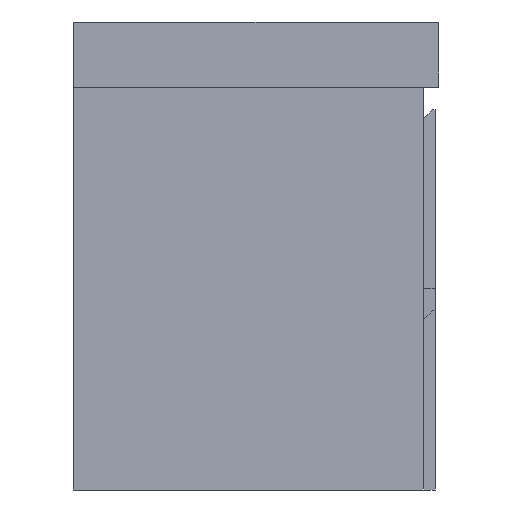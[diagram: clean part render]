
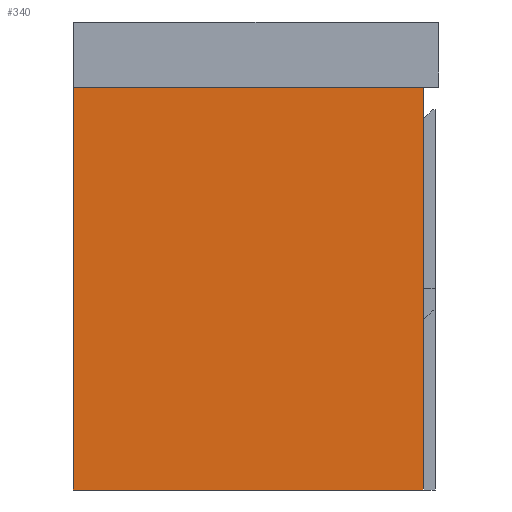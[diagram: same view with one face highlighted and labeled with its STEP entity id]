
A CAD part, left-side view. The second image highlights one B-rep face of the part: STEP entity #340.
In plain terms, the highlighted planar face has unit normal (-1, 0, 0).
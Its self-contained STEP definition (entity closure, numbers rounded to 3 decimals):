
#340=ADVANCED_FACE('',(#439),#1586,.T.);
#439=FACE_OUTER_BOUND('',#538,.T.);
#538=EDGE_LOOP('',(#840,#841,#842,#843));
#840=ORIENTED_EDGE('',*,*,#1123,.F.);
#841=ORIENTED_EDGE('',*,*,#1110,.T.);
#842=ORIENTED_EDGE('',*,*,#1121,.T.);
#843=ORIENTED_EDGE('',*,*,#1122,.F.);
#1110=EDGE_CURVE('',#1473,#1472,#1315,.T.);
#1121=EDGE_CURVE('',#1472,#1480,#1326,.T.);
#1122=EDGE_CURVE('',#1481,#1480,#1327,.T.);
#1123=EDGE_CURVE('',#1473,#1481,#1328,.T.);
#1315=B_SPLINE_CURVE_WITH_KNOTS('',1,(#2676,#2677),.UNSPECIFIED.,.F.,.F.,
(2,2),(-550.,0.),.UNSPECIFIED.);
#1326=B_SPLINE_CURVE_WITH_KNOTS('',1,(#2698,#2699),.UNSPECIFIED.,.F.,.F.,
(2,2),(-479.,0.),.UNSPECIFIED.);
#1327=B_SPLINE_CURVE_WITH_KNOTS('',1,(#2700,#2701),.UNSPECIFIED.,.F.,.F.,
(2,2),(-550.,0.),.UNSPECIFIED.);
#1328=B_SPLINE_CURVE_WITH_KNOTS('',1,(#2702,#2703),.UNSPECIFIED.,.F.,.F.,
(2,2),(-479.,0.),.UNSPECIFIED.);
#1472=VERTEX_POINT('',#2656);
#1473=VERTEX_POINT('',#2657);
#1480=VERTEX_POINT('',#2664);
#1481=VERTEX_POINT('',#2665);
#1586=PLANE('',#1806);
#1806=AXIS2_PLACEMENT_3D('',#2645,#1920,$);
#1920=DIRECTION('',(-1.,0.,0.));
#2645=CARTESIAN_POINT('',(-744.,-330.,526.9));
#2656=CARTESIAN_POINT('',(-744.,275.,479.));
#2657=CARTESIAN_POINT('',(-744.,-275.,479.));
#2664=CARTESIAN_POINT('',(-744.,275.,0.));
#2665=CARTESIAN_POINT('',(-744.,-275.,0.));
#2676=CARTESIAN_POINT('',(-744.,-275.,479.));
#2677=CARTESIAN_POINT('',(-744.,275.,479.));
#2698=CARTESIAN_POINT('',(-744.,275.,479.));
#2699=CARTESIAN_POINT('',(-744.,275.,0.));
#2700=CARTESIAN_POINT('',(-744.,-275.,0.));
#2701=CARTESIAN_POINT('',(-744.,275.,0.));
#2702=CARTESIAN_POINT('',(-744.,-275.,479.));
#2703=CARTESIAN_POINT('',(-744.,-275.,0.));
